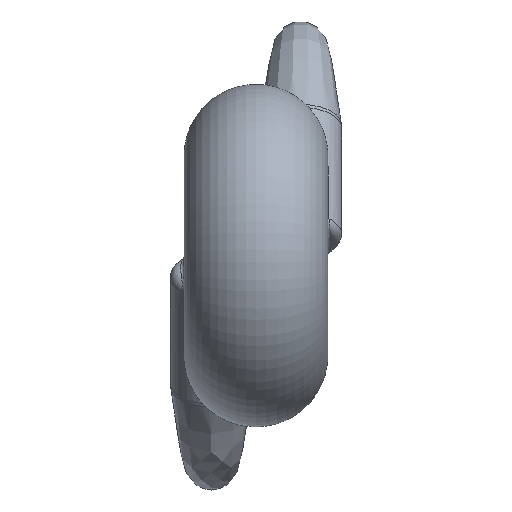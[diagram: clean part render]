
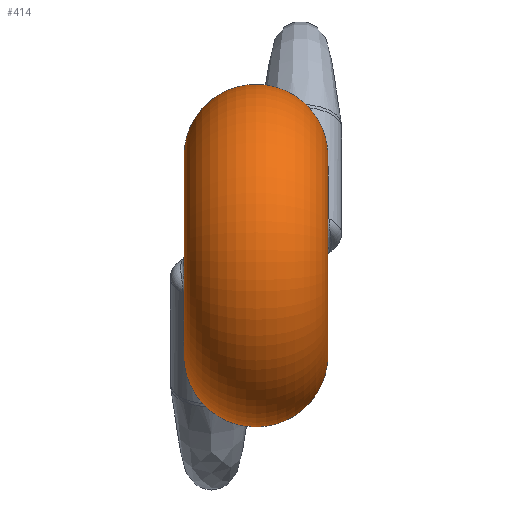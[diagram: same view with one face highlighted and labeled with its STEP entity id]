
A CAD part, left-side view. The second image highlights one B-rep face of the part: STEP entity #414.
In plain terms, the highlighted toroidal (fillet/blend) face has major radius 2.9 mm and minor radius 2.1 mm.
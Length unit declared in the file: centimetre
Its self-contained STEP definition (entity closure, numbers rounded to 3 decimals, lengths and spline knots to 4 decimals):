
#14=TOROIDAL_SURFACE('',#448,0.29,0.21);
#48=B_SPLINE_CURVE_WITH_KNOTS('',3,(#793,#794,#795,#796,#797,#798,#799,
#800,#801,#802,#803,#804,#805,#806,#807,#808),.UNSPECIFIED.,.F.,.F.,(4,
1,1,1,1,1,1,1,1,1,1,1,1,4),(-0.8904,-0.8268,-0.7632,
-0.636,-0.5724,-0.5088,-0.4452,
-0.3816,-0.318,-0.2544,-0.1908,
-0.1272,-0.0636,0.),.UNSPECIFIED.);
#58=B_SPLINE_CURVE_WITH_KNOTS('',3,(#1338,#1339,#1340,#1341,#1342,#1343,
#1344,#1345,#1346,#1347,#1348,#1349,#1350,#1351,#1352,#1353,#1354),
 .UNSPECIFIED.,.F.,.F.,(4,1,1,1,1,1,1,1,1,1,1,1,1,1,4),(-0.8904,
-0.8268,-0.7632,-0.636,-0.5724,
-0.5088,-0.4452,-0.3816,-0.3657,
-0.318,-0.2544,-0.1908,-0.1272,
-0.0636,0.),.UNSPECIFIED.);
#79=FACE_BOUND('',#125,.T.);
#95=FACE_OUTER_BOUND('',#124,.T.);
#124=EDGE_LOOP('',(#316,#317));
#125=EDGE_LOOP('',(#318,#319));
#155=CIRCLE('',#449,0.29);
#156=CIRCLE('',#450,0.29);
#174=VERTEX_POINT('',#790);
#175=VERTEX_POINT('',#792);
#184=VERTEX_POINT('',#1335);
#185=VERTEX_POINT('',#1337);
#213=EDGE_CURVE('',#174,#175,#48,.T.);
#227=EDGE_CURVE('',#184,#185,#58,.T.);
#240=EDGE_CURVE('',#174,#175,#155,.T.);
#241=EDGE_CURVE('',#184,#185,#156,.T.);
#316=ORIENTED_EDGE('',*,*,#213,.F.);
#317=ORIENTED_EDGE('',*,*,#240,.T.);
#318=ORIENTED_EDGE('',*,*,#227,.F.);
#319=ORIENTED_EDGE('',*,*,#241,.T.);
#414=ADVANCED_FACE('',(#95,#79),#14,.T.);
#448=AXIS2_PLACEMENT_3D('',#1793,#511,#512);
#449=AXIS2_PLACEMENT_3D('',#1794,#513,#514);
#450=AXIS2_PLACEMENT_3D('',#1795,#515,#516);
#511=DIRECTION('center_axis',(0.,1.,0.));
#512=DIRECTION('ref_axis',(1.,0.,0.));
#513=DIRECTION('center_axis',(0.,1.,0.));
#514=DIRECTION('ref_axis',(-1.,0.,0.));
#515=DIRECTION('center_axis',(0.,-1.,0.));
#516=DIRECTION('ref_axis',(-1.,0.,0.));
#790=CARTESIAN_POINT('',(0.2853,-0.12,0.0519));
#792=CARTESIAN_POINT('',(0.1731,-0.12,0.2327));
#793=CARTESIAN_POINT('Ctrl Pts',(0.2853,-0.12,0.0519));
#794=CARTESIAN_POINT('Ctrl Pts',(0.2953,-0.12,0.0701));
#795=CARTESIAN_POINT('Ctrl Pts',(0.3175,-0.1175,0.1054));
#796=CARTESIAN_POINT('Ctrl Pts',(0.3727,-0.0931,
0.1612));
#797=CARTESIAN_POINT('Ctrl Pts',(0.4188,-0.0362,
0.2039));
#798=CARTESIAN_POINT('Ctrl Pts',(0.4227,0.0297,0.2548));
#799=CARTESIAN_POINT('Ctrl Pts',(0.4031,0.0712,0.2975));
#800=CARTESIAN_POINT('Ctrl Pts',(0.3649,0.0932,0.3437));
#801=CARTESIAN_POINT('Ctrl Pts',(0.3184,0.088,0.3874));
#802=CARTESIAN_POINT('Ctrl Pts',(0.2731,0.0539,0.4179));
#803=CARTESIAN_POINT('Ctrl Pts',(0.2394,-0.0002,
0.4195));
#804=CARTESIAN_POINT('Ctrl Pts',(0.2207,-0.0521,
0.3905));
#805=CARTESIAN_POINT('Ctrl Pts',(0.2095,-0.0905,
0.3438));
#806=CARTESIAN_POINT('Ctrl Pts',(0.1976,-0.1142,0.2883));
#807=CARTESIAN_POINT('Ctrl Pts',(0.1831,-0.12,0.2503));
#808=CARTESIAN_POINT('Ctrl Pts',(0.1731,-0.12,0.2327));
#1335=CARTESIAN_POINT('',(0.2853,0.3,-0.0519));
#1337=CARTESIAN_POINT('',(0.1731,0.3,-0.2327));
#1338=CARTESIAN_POINT('Ctrl Pts',(0.2853,0.3,-0.0519));
#1339=CARTESIAN_POINT('Ctrl Pts',(0.2953,0.3,-0.0701));
#1340=CARTESIAN_POINT('Ctrl Pts',(0.3175,0.2975,-0.1054));
#1341=CARTESIAN_POINT('Ctrl Pts',(0.3727,0.2731,-0.1613));
#1342=CARTESIAN_POINT('Ctrl Pts',(0.4188,0.2162,-0.2039));
#1343=CARTESIAN_POINT('Ctrl Pts',(0.4228,0.1503,-0.2548));
#1344=CARTESIAN_POINT('Ctrl Pts',(0.4031,0.1088,-0.2975));
#1345=CARTESIAN_POINT('Ctrl Pts',(0.3649,0.0867,
-0.3437));
#1346=CARTESIAN_POINT('Ctrl Pts',(0.33,0.0907,
-0.3765));
#1347=CARTESIAN_POINT('Ctrl Pts',(0.2995,0.1061,-0.4001));
#1348=CARTESIAN_POINT('Ctrl Pts',(0.2703,0.1306,-0.418));
#1349=CARTESIAN_POINT('Ctrl Pts',(0.2394,0.1802,-0.4195));
#1350=CARTESIAN_POINT('Ctrl Pts',(0.2207,0.2322,-0.3906));
#1351=CARTESIAN_POINT('Ctrl Pts',(0.2094,0.2705,-0.3438));
#1352=CARTESIAN_POINT('Ctrl Pts',(0.1976,0.2942,-0.2883));
#1353=CARTESIAN_POINT('Ctrl Pts',(0.1831,0.3,-0.2503));
#1354=CARTESIAN_POINT('Ctrl Pts',(0.1731,0.3,-0.2327));
#1793=CARTESIAN_POINT('Origin',(0.,0.09,0.));
#1794=CARTESIAN_POINT('Origin',(0.,-0.12,0.));
#1795=CARTESIAN_POINT('Origin',(0.,0.3,0.));
